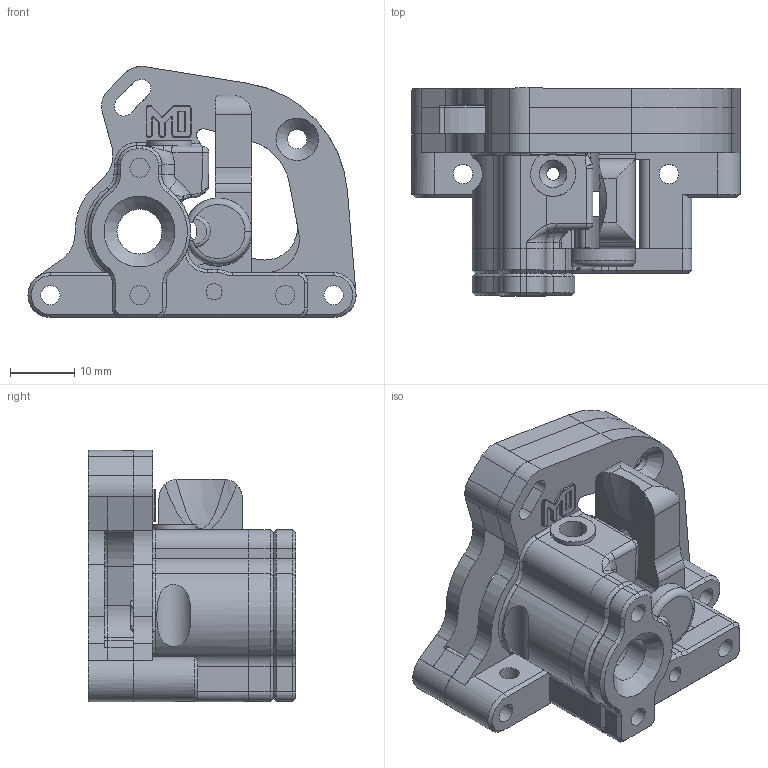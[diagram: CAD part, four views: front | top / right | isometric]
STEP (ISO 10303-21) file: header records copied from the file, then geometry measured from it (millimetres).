
FILE_DESCRIPTION(('FreeCAD Model'),'2;1');
FILE_NAME('Open CASCADE Shape Model','2024-05-18T08:43:15',(''),(''), 'Open CASCADE STEP processor 7.6','FreeCAD','Unknown');
FILE_SCHEMA(('AUTOMOTIVE_DESIGN { 1 0 10303 214 1 1 1 1 }'));
Length unit declared in the file: millimetre
Products named in the file (9): GoshXtruder-3DP; Extruder; Back; Body; Front; FrontCover; Idler; Extra; BackBlock
Assembly tree (8 placements, depth 4):
  GoshXtruder-3DP
    Extruder
      Back
      Body
      Front
      FrontCover
      Idler
      Extra
        BackBlock
Bounding box: 51 x 32.27 x 39.05 mm (x, y, z)
Volume: 19993.7 mm3; surface area: 18460.6 mm2
Topology: 6 solids, 6 shells, 613 faces, 1625 edges, 1042 vertices
Faces by surface type: cylinder 273, plane 193, cone 75, torus 33, bspline 32, extrusion 5, revolution 1, sphere 1
Full cylindrical faces by diameter (mm): 1.508 x1, 2 x2, 2.298 x1, 2.5 x2, 3 x20, 3.2 x1, 4 x8, 4.133 x1, 4.3 x2, 7 x5, 8 x3, 8.395 x1, 9.8 x1, 10 x1
Entity records: 24416 total; most frequent: CARTESIAN_POINT 8705, DIRECTION 3354, ORIENTED_EDGE 3244, EDGE_CURVE 1622, AXIS2_PLACEMENT_3D 1309, VERTEX_POINT 1042, VECTOR 735, LINE 730
